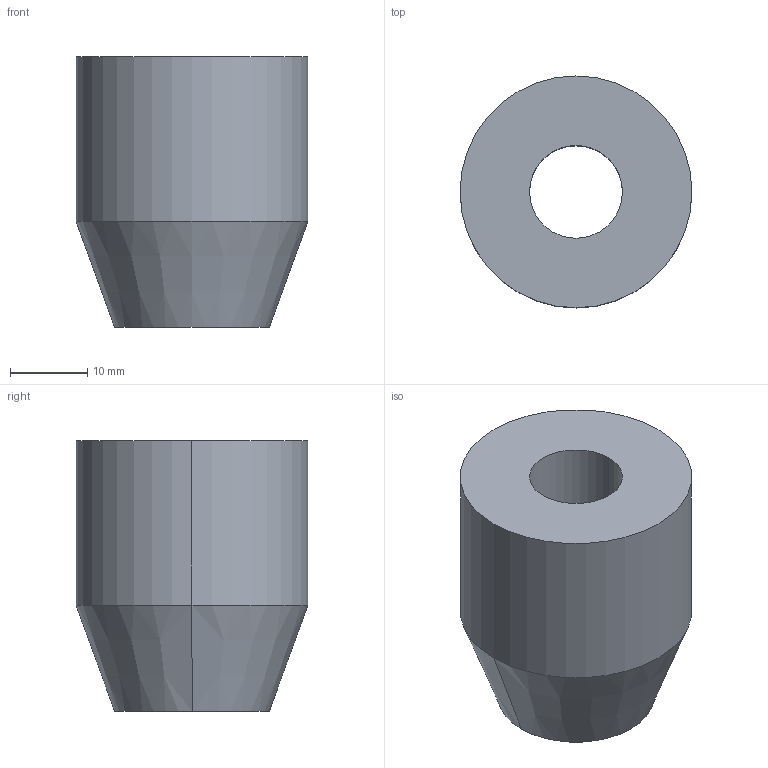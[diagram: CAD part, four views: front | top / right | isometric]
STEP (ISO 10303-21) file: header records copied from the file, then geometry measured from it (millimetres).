
FILE_DESCRIPTION(('produced by SPATIAL CORP'),'2;1');
FILE_NAME( 'bluco_412_057.hh.sat.stp','2002-04-19T11:15:09+00:00',('SPATIAL CORP'),('SPATIAL CORP'),'ACIS STEP Husk','http://www.spatial.com','SPATIAL CORP' );
FILE_SCHEMA(('CONFIG_CONTROL_DESIGN'));
Length unit declared in the file: millimetre
Products named in the file (1): PRODUCT_ID_1
Bounding box: 30 x 30 x 35 mm (x, y, z)
Volume: 17904.5 mm3; surface area: 5266.4 mm2
Topology: 1 solids, 1 shells, 8 faces, 16 edges, 10 vertices
Faces by surface type: cylinder 4, plane 2, cone 2
Entity records: 263 total; most frequent: ORIENTED_EDGE 32, CARTESIAN_POINT 26, DIRECTION 26, EDGE_CURVE 16, VERTEX_POINT 10, AXIS2_PLACEMENT_3D 10, EDGE_LOOP 10, FACE_BOUND 10
